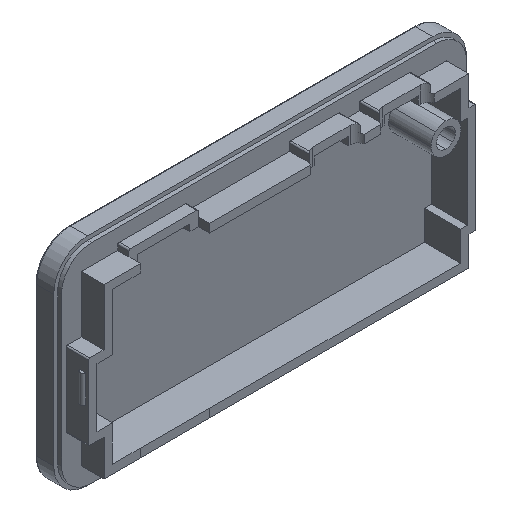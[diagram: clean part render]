
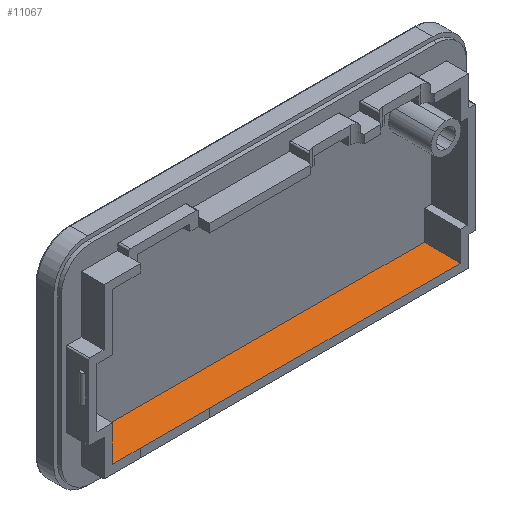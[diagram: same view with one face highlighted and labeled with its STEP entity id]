
A CAD part, isometric view. The second image highlights one B-rep face of the part: STEP entity #11067.
In plain terms, the highlighted planar face has unit normal (0, 0, 1).
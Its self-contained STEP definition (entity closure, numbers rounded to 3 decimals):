
#1555=FACE_OUTER_BOUND('',#2171,.T.);
#2171=EDGE_LOOP('',(#9869,#9870,#9871,#9872,#9873,#9874));
#2676=LINE('',#18534,#3682);
#2682=LINE('',#18546,#3688);
#3121=LINE('',#22112,#4127);
#3122=LINE('',#22115,#4128);
#3123=LINE('',#22117,#4129);
#3124=LINE('',#22118,#4130);
#3682=VECTOR('',#12238,10.);
#3688=VECTOR('',#12248,10.);
#4127=VECTOR('',#13021,10.);
#4128=VECTOR('',#13024,10.);
#4129=VECTOR('',#13025,10.);
#4130=VECTOR('',#13026,10.);
#4747=VERTEX_POINT('',#18499);
#4764=VERTEX_POINT('',#18532);
#4768=VERTEX_POINT('',#18543);
#5248=VERTEX_POINT('',#22110);
#5249=VERTEX_POINT('',#22114);
#5250=VERTEX_POINT('',#22116);
#6098=EDGE_CURVE('',#4764,#4747,#2676,.T.);
#6104=EDGE_CURVE('',#4747,#4768,#2682,.T.);
#6825=EDGE_CURVE('',#5248,#4764,#3121,.F.);
#6826=EDGE_CURVE('',#5249,#5248,#3122,.F.);
#6827=EDGE_CURVE('',#5249,#5250,#3123,.F.);
#6828=EDGE_CURVE('',#4768,#5250,#3124,.T.);
#9869=ORIENTED_EDGE('',*,*,#6826,.F.);
#9870=ORIENTED_EDGE('',*,*,#6827,.T.);
#9871=ORIENTED_EDGE('',*,*,#6828,.F.);
#9872=ORIENTED_EDGE('',*,*,#6104,.F.);
#9873=ORIENTED_EDGE('',*,*,#6098,.F.);
#9874=ORIENTED_EDGE('',*,*,#6825,.F.);
#10487=PLANE('',#11460);
#11067=ADVANCED_FACE('',(#1555),#10487,.F.);
#11460=AXIS2_PLACEMENT_3D('',#22113,#13022,#13023);
#12238=DIRECTION('',(-1.,0.,0.));
#12248=DIRECTION('',(-1.,0.,0.));
#13021=DIRECTION('',(0.,1.,0.));
#13022=DIRECTION('center_axis',(0.,0.,-1.));
#13023=DIRECTION('ref_axis',(1.,0.,0.));
#13024=DIRECTION('',(-1.,0.,0.));
#13025=DIRECTION('',(0.,1.,0.));
#13026=DIRECTION('',(-1.,0.,0.));
#18499=CARTESIAN_POINT('',(-13.7,4.,-13.5));
#18532=CARTESIAN_POINT('',(31.,4.,-13.5));
#18534=CARTESIAN_POINT('',(-16.431,4.,-13.5));
#18543=CARTESIAN_POINT('',(-26.05,4.,-13.5));
#18546=CARTESIAN_POINT('',(-16.431,4.,-13.5));
#22110=CARTESIAN_POINT('',(31.,10.5,-13.5));
#22112=CARTESIAN_POINT('',(31.,8.,-13.5));
#22113=CARTESIAN_POINT('Origin',(-32.5,8.,-13.5));
#22114=CARTESIAN_POINT('',(-31.,10.5,-13.5));
#22115=CARTESIAN_POINT('',(-16.25,10.5,-13.5));
#22116=CARTESIAN_POINT('',(-31.,4.,-13.5));
#22117=CARTESIAN_POINT('',(-31.,8.,-13.5));
#22118=CARTESIAN_POINT('',(-16.431,4.,-13.5));
